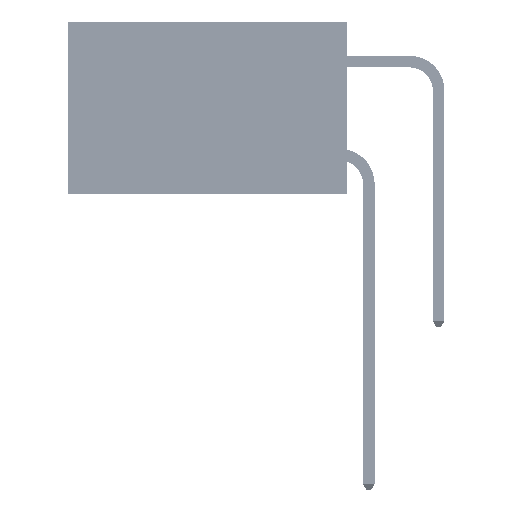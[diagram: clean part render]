
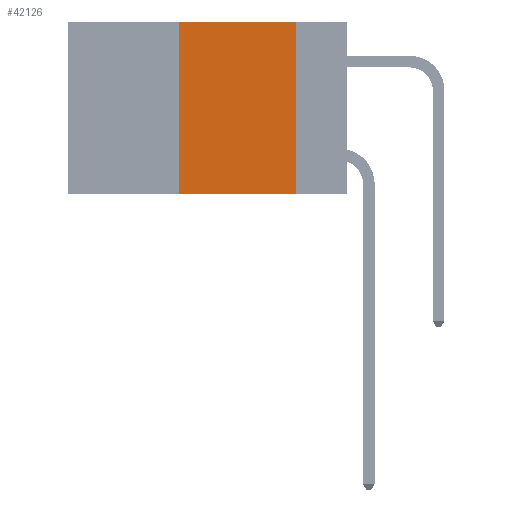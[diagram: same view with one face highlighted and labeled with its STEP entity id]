
A CAD part, left-side view. The second image highlights one B-rep face of the part: STEP entity #42126.
In plain terms, the highlighted planar face has unit normal (-1, 0, 0).
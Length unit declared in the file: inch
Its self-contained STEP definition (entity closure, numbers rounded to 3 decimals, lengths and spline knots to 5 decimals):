
#1199 = VERTEX_POINT ( 'NONE', #14164 ) ;
#2158 = CARTESIAN_POINT ( 'NONE',  ( 0., 0.36, 0. ) ) ;
#3912 = VECTOR ( 'NONE', #48871, 39.37008 ) ;
#7332 = CARTESIAN_POINT ( 'NONE',  ( 0., 0.36, -0.37 ) ) ;
#10275 = PLANE ( 'NONE',  #48880 ) ;
#10833 = CARTESIAN_POINT ( 'NONE',  ( 0., 0.6, 0. ) ) ;
#13999 = VERTEX_POINT ( 'NONE', #2158 ) ;
#14164 = CARTESIAN_POINT ( 'NONE',  ( 0., 0.11, -0.37 ) ) ;
#14649 = CARTESIAN_POINT ( 'NONE',  ( 0., 0.11, 0. ) ) ;
#14927 = EDGE_CURVE ( 'NONE', #35912, #1199, #51855, .T. ) ;
#15680 = DIRECTION ( 'NONE',  ( 0., 0., -1. ) ) ;
#15935 = VECTOR ( 'NONE', #38909, 39.37008 ) ;
#18380 = LINE ( 'NONE', #29084, #27067 ) ;
#18857 = CARTESIAN_POINT ( 'NONE',  ( 0., 0.11, 0. ) ) ;
#19766 = DIRECTION ( 'NONE',  ( 1., 0., 0. ) ) ;
#21805 = FACE_OUTER_BOUND ( 'NONE', #50841, .T. ) ;
#21839 = CARTESIAN_POINT ( 'NONE',  ( 0., 0.6, 0. ) ) ;
#23687 = EDGE_CURVE ( 'NONE', #53990, #13999, #25298, .T. ) ;
#25298 = LINE ( 'NONE', #40073, #3912 ) ;
#25523 = ORIENTED_EDGE ( 'NONE', *, *, #14927, .F. ) ;
#27067 = VECTOR ( 'NONE', #54023, 39.37008 ) ;
#27668 = ORIENTED_EDGE ( 'NONE', *, *, #50116, .F. ) ;
#29084 = CARTESIAN_POINT ( 'NONE',  ( 0., 0.6, -0.37 ) ) ;
#29981 = LINE ( 'NONE', #21839, #15935 ) ;
#30139 = EDGE_CURVE ( 'NONE', #53990, #1199, #18380, .T. ) ;
#30858 = ORIENTED_EDGE ( 'NONE', *, *, #30139, .T. ) ;
#31303 = ORIENTED_EDGE ( 'NONE', *, *, #23687, .F. ) ;
#31582 = DIRECTION ( 'NONE',  ( 0., 0., -1. ) ) ;
#35752 = VECTOR ( 'NONE', #31582, 39.37008 ) ;
#35912 = VERTEX_POINT ( 'NONE', #14649 ) ;
#38909 = DIRECTION ( 'NONE',  ( 0., -1., 0. ) ) ;
#40073 = CARTESIAN_POINT ( 'NONE',  ( 0., 0.36, 0. ) ) ;
#42126 = ADVANCED_FACE ( 'NONE', ( #21805 ), #10275, .F. ) ;
#48871 = DIRECTION ( 'NONE',  ( 0., 0., 1. ) ) ;
#48880 = AXIS2_PLACEMENT_3D ( 'NONE', #10833, #19766, #15680 ) ;
#50116 = EDGE_CURVE ( 'NONE', #13999, #35912, #29981, .T. ) ;
#50841 = EDGE_LOOP ( 'NONE', ( #25523, #27668, #31303, #30858 ) ) ;
#51855 = LINE ( 'NONE', #18857, #35752 ) ;
#53990 = VERTEX_POINT ( 'NONE', #7332 ) ;
#54023 = DIRECTION ( 'NONE',  ( 0., -1., 0. ) ) ;
